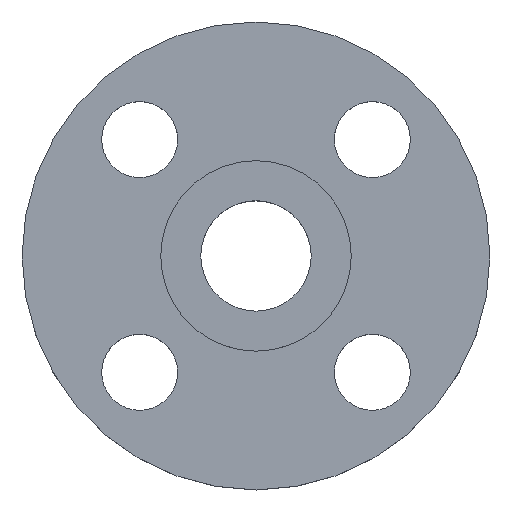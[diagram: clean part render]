
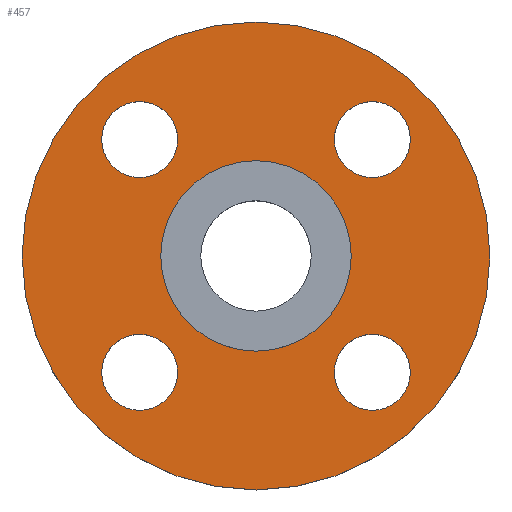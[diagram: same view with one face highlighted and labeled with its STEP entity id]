
A CAD part, top view. The second image highlights one B-rep face of the part: STEP entity #457.
In plain terms, the highlighted planar face has unit normal (0, 0, 1).
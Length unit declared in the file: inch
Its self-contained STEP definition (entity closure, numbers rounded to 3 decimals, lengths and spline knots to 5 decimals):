
#10 = CARTESIAN_POINT ( 'NONE',  ( 1.14905, -1.52405, -0.25 ) ) ;
#14 = CARTESIAN_POINT ( 'NONE',  ( -1.14905, -1.14905, -0.25 ) ) ;
#15 = VERTEX_POINT ( 'NONE', #433 ) ;
#23 = AXIS2_PLACEMENT_3D ( 'NONE', #326, #603, #512 ) ;
#25 = VERTEX_POINT ( 'NONE', #42 ) ;
#34 = AXIS2_PLACEMENT_3D ( 'NONE', #38, #254, #390 ) ;
#38 = CARTESIAN_POINT ( 'NONE',  ( 0., 0., -0.25 ) ) ;
#42 = CARTESIAN_POINT ( 'NONE',  ( 0.94, 0., -0.25 ) ) ;
#62 = VERTEX_POINT ( 'NONE', #10 ) ;
#74 = DIRECTION ( 'NONE',  ( 1., 0., 0. ) ) ;
#77 = CARTESIAN_POINT ( 'NONE',  ( -2.31, 0., -0.25 ) ) ;
#78 = AXIS2_PLACEMENT_3D ( 'NONE', #526, #349, #74 ) ;
#88 = AXIS2_PLACEMENT_3D ( 'NONE', #94, #317, #427 ) ;
#94 = CARTESIAN_POINT ( 'NONE',  ( -1.14905, 1.14905, -0.25 ) ) ;
#100 = FACE_BOUND ( 'NONE', #570, .T. ) ;
#109 = AXIS2_PLACEMENT_3D ( 'NONE', #628, #136, #622 ) ;
#113 = CARTESIAN_POINT ( 'NONE',  ( -1.52405, -1.14905, -0.25 ) ) ;
#115 = VERTEX_POINT ( 'NONE', #162 ) ;
#117 = DIRECTION ( 'NONE',  ( -1., 0., 0. ) ) ;
#119 = CIRCLE ( 'NONE', #23, 0.94 ) ;
#122 = DIRECTION ( 'NONE',  ( 0., 0., 1. ) ) ;
#125 = DIRECTION ( 'NONE',  ( 1., 0., 0. ) ) ;
#128 = EDGE_CURVE ( 'NONE', #15, #25, #119, .T. ) ;
#136 = DIRECTION ( 'NONE',  ( 0., 0., -1. ) ) ;
#138 = VERTEX_POINT ( 'NONE', #666 ) ;
#156 = AXIS2_PLACEMENT_3D ( 'NONE', #575, #240, #582 ) ;
#160 = ORIENTED_EDGE ( 'NONE', *, *, #574, .F. ) ;
#162 = CARTESIAN_POINT ( 'NONE',  ( 1.52405, 1.14905, -0.25 ) ) ;
#165 = EDGE_CURVE ( 'NONE', #396, #645, #687, .T. ) ;
#173 = ORIENTED_EDGE ( 'NONE', *, *, #128, .T. ) ;
#179 = EDGE_CURVE ( 'NONE', #246, #138, #259, .T. ) ;
#199 = EDGE_LOOP ( 'NONE', ( #350, #497 ) ) ;
#218 = EDGE_LOOP ( 'NONE', ( #365, #542 ) ) ;
#225 = EDGE_CURVE ( 'NONE', #25, #15, #421, .T. ) ;
#232 = DIRECTION ( 'NONE',  ( 0., 0., 1. ) ) ;
#240 = DIRECTION ( 'NONE',  ( 0., 0., 1. ) ) ;
#246 = VERTEX_POINT ( 'NONE', #77 ) ;
#249 = CARTESIAN_POINT ( 'NONE',  ( 0.77405, 1.14905, -0.25 ) ) ;
#254 = DIRECTION ( 'NONE',  ( 0., 0., 1. ) ) ;
#259 = CIRCLE ( 'NONE', #665, 2.31 ) ;
#266 = FACE_BOUND ( 'NONE', #218, .T. ) ;
#280 = EDGE_CURVE ( 'NONE', #680, #62, #619, .T. ) ;
#285 = EDGE_CURVE ( 'NONE', #62, #680, #459, .T. ) ;
#286 = CIRCLE ( 'NONE', #608, 0.375 ) ;
#288 = DIRECTION ( 'NONE',  ( 1., 0., 0. ) ) ;
#297 = VERTEX_POINT ( 'NONE', #524 ) ;
#303 = CARTESIAN_POINT ( 'NONE',  ( 1.14905, 1.14905, -0.25 ) ) ;
#308 = CARTESIAN_POINT ( 'NONE',  ( -1.14905, 1.52405, -0.25 ) ) ;
#310 = FACE_BOUND ( 'NONE', #466, .T. ) ;
#317 = DIRECTION ( 'NONE',  ( 0., 0., 1. ) ) ;
#319 = AXIS2_PLACEMENT_3D ( 'NONE', #303, #404, #125 ) ;
#320 = CIRCLE ( 'NONE', #88, 0.375 ) ;
#322 = FACE_BOUND ( 'NONE', #694, .T. ) ;
#326 = CARTESIAN_POINT ( 'NONE',  ( 0., 0., -0.25 ) ) ;
#333 = EDGE_CURVE ( 'NONE', #115, #338, #387, .T. ) ;
#338 = VERTEX_POINT ( 'NONE', #249 ) ;
#340 = CARTESIAN_POINT ( 'NONE',  ( 0., 0., -0.25 ) ) ;
#344 = CARTESIAN_POINT ( 'NONE',  ( 1.14905, -0.77405, -0.25 ) ) ;
#347 = EDGE_CURVE ( 'NONE', #338, #115, #566, .T. ) ;
#349 = DIRECTION ( 'NONE',  ( 0., 0., 1. ) ) ;
#350 = ORIENTED_EDGE ( 'NONE', *, *, #333, .F. ) ;
#365 = ORIENTED_EDGE ( 'NONE', *, *, #285, .F. ) ;
#368 = CARTESIAN_POINT ( 'NONE',  ( 0., 0., -0.25 ) ) ;
#374 = AXIS2_PLACEMENT_3D ( 'NONE', #14, #232, #117 ) ;
#387 = CIRCLE ( 'NONE', #319, 0.375 ) ;
#390 = DIRECTION ( 'NONE',  ( 1., 0., 0. ) ) ;
#396 = VERTEX_POINT ( 'NONE', #647 ) ;
#404 = DIRECTION ( 'NONE',  ( 0., 0., 1. ) ) ;
#421 = CIRCLE ( 'NONE', #109, 0.94 ) ;
#422 = FACE_OUTER_BOUND ( 'NONE', #657, .T. ) ;
#427 = DIRECTION ( 'NONE',  ( 0., 1., 0. ) ) ;
#433 = CARTESIAN_POINT ( 'NONE',  ( -0.94, 0., -0.25 ) ) ;
#434 = AXIS2_PLACEMENT_3D ( 'NONE', #668, #659, #547 ) ;
#439 = DIRECTION ( 'NONE',  ( 0., 1., 0. ) ) ;
#443 = EDGE_CURVE ( 'NONE', #705, #297, #320, .T. ) ;
#446 = AXIS2_PLACEMENT_3D ( 'NONE', #618, #122, #685 ) ;
#457 = ADVANCED_FACE ( 'NONE', ( #266, #310, #100, #475, #322, #422 ), #490, .T. ) ;
#459 = CIRCLE ( 'NONE', #156, 0.375 ) ;
#466 = EDGE_LOOP ( 'NONE', ( #160, #515 ) ) ;
#475 = FACE_BOUND ( 'NONE', #199, .T. ) ;
#490 = PLANE ( 'NONE',  #587 ) ;
#497 = ORIENTED_EDGE ( 'NONE', *, *, #347, .F. ) ;
#501 = EDGE_CURVE ( 'NONE', #138, #246, #707, .T. ) ;
#502 = ORIENTED_EDGE ( 'NONE', *, *, #225, .T. ) ;
#505 = CARTESIAN_POINT ( 'NONE',  ( -1.14905, 1.14905, -0.25 ) ) ;
#512 = DIRECTION ( 'NONE',  ( 1., 0., 0. ) ) ;
#515 = ORIENTED_EDGE ( 'NONE', *, *, #165, .F. ) ;
#520 = CIRCLE ( 'NONE', #434, 0.375 ) ;
#524 = CARTESIAN_POINT ( 'NONE',  ( -1.14905, 0.77405, -0.25 ) ) ;
#526 = CARTESIAN_POINT ( 'NONE',  ( 1.14905, 1.14905, -0.25 ) ) ;
#535 = DIRECTION ( 'NONE',  ( 1., 0., 0. ) ) ;
#542 = ORIENTED_EDGE ( 'NONE', *, *, #280, .F. ) ;
#544 = DIRECTION ( 'NONE',  ( 0., 0., 1. ) ) ;
#547 = DIRECTION ( 'NONE',  ( -1., 0., 0. ) ) ;
#556 = ORIENTED_EDGE ( 'NONE', *, *, #443, .F. ) ;
#565 = DIRECTION ( 'NONE',  ( 0., 0., 1. ) ) ;
#566 = CIRCLE ( 'NONE', #78, 0.375 ) ;
#570 = EDGE_LOOP ( 'NONE', ( #556, #636 ) ) ;
#574 = EDGE_CURVE ( 'NONE', #645, #396, #520, .T. ) ;
#575 = CARTESIAN_POINT ( 'NONE',  ( 1.14905, -1.14905, -0.25 ) ) ;
#582 = DIRECTION ( 'NONE',  ( 0., -1., 0. ) ) ;
#587 = AXIS2_PLACEMENT_3D ( 'NONE', #368, #544, #535 ) ;
#598 = DIRECTION ( 'NONE',  ( 0., 0., 1. ) ) ;
#603 = DIRECTION ( 'NONE',  ( 0., 0., -1. ) ) ;
#608 = AXIS2_PLACEMENT_3D ( 'NONE', #505, #598, #439 ) ;
#610 = EDGE_CURVE ( 'NONE', #297, #705, #286, .T. ) ;
#618 = CARTESIAN_POINT ( 'NONE',  ( 1.14905, -1.14905, -0.25 ) ) ;
#619 = CIRCLE ( 'NONE', #446, 0.375 ) ;
#622 = DIRECTION ( 'NONE',  ( 1., 0., 0. ) ) ;
#628 = CARTESIAN_POINT ( 'NONE',  ( 0., 0., -0.25 ) ) ;
#636 = ORIENTED_EDGE ( 'NONE', *, *, #610, .F. ) ;
#640 = ORIENTED_EDGE ( 'NONE', *, *, #501, .T. ) ;
#645 = VERTEX_POINT ( 'NONE', #113 ) ;
#647 = CARTESIAN_POINT ( 'NONE',  ( -0.77405, -1.14905, -0.25 ) ) ;
#657 = EDGE_LOOP ( 'NONE', ( #640, #703 ) ) ;
#659 = DIRECTION ( 'NONE',  ( 0., 0., 1. ) ) ;
#665 = AXIS2_PLACEMENT_3D ( 'NONE', #340, #565, #288 ) ;
#666 = CARTESIAN_POINT ( 'NONE',  ( 2.31, 0., -0.25 ) ) ;
#668 = CARTESIAN_POINT ( 'NONE',  ( -1.14905, -1.14905, -0.25 ) ) ;
#680 = VERTEX_POINT ( 'NONE', #344 ) ;
#685 = DIRECTION ( 'NONE',  ( 0., -1., 0. ) ) ;
#687 = CIRCLE ( 'NONE', #374, 0.375 ) ;
#694 = EDGE_LOOP ( 'NONE', ( #502, #173 ) ) ;
#703 = ORIENTED_EDGE ( 'NONE', *, *, #179, .T. ) ;
#705 = VERTEX_POINT ( 'NONE', #308 ) ;
#707 = CIRCLE ( 'NONE', #34, 2.31 ) ;
